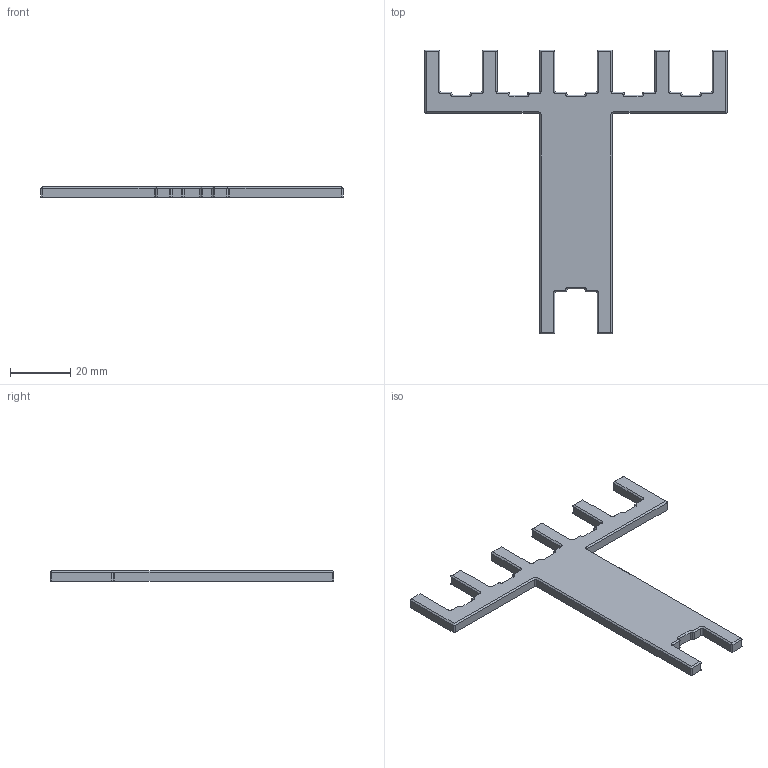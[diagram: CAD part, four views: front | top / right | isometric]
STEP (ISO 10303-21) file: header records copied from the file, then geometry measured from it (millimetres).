
FILE_DESCRIPTION(/* description */ (''),/* implementation_level */ '2;1');
FILE_NAME(/* name */ '5_switch_plate_fork v1.step',/* time_stamp */ '2022-02-18T12:02:52-05:00',/* author */ (''),/* organization */ (''),/* preprocessor_version */ 'ST-DEVELOPER v18.1',/* originating_system */ 'Autodesk Translation Framework v10.13.0.1454',/* authorisation */ '');
FILE_SCHEMA (('AUTOMOTIVE_DESIGN { 1 0 10303 214 3 1 1 }'));
Length unit declared in the file: millimetre
Products named in the file (1): 5_switch_plate_fork
Bounding box: 100.3 x 94 x 3.4 mm (x, y, z)
Volume: 8942.1 mm3; surface area: 7029.9 mm2
Topology: 1 solids, 1 shells, 202 faces, 500 edges, 270 vertices
Faces by surface type: plane 90, cone 56, cylinder 56
Entity records: 5625 total; most frequent: DIRECTION 1014, CARTESIAN_POINT 943, ORIENTED_EDGE 940, EDGE_CURVE 470, AXIS2_PLACEMENT_3D 341, LINE 332, VECTOR 332, VERTEX_POINT 270
